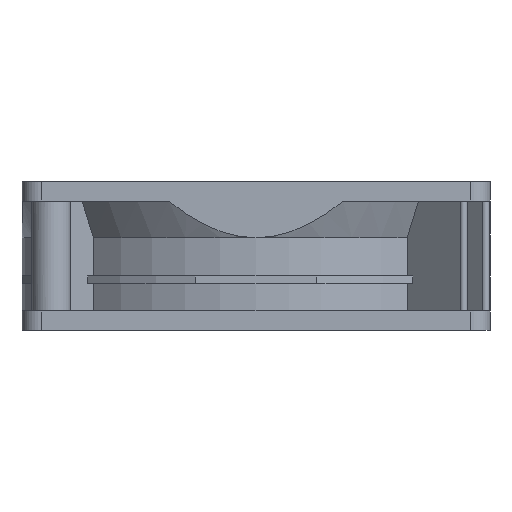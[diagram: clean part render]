
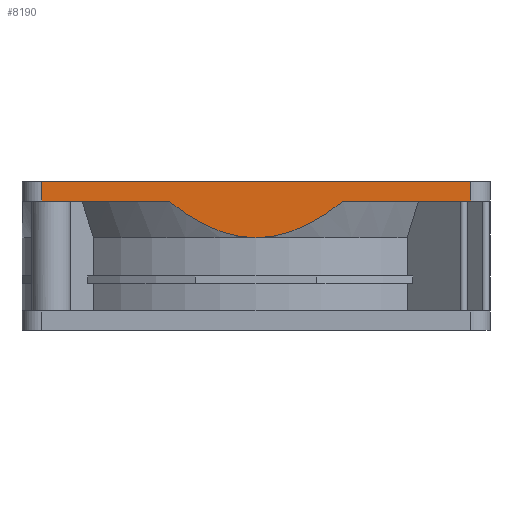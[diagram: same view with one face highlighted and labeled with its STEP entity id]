
A CAD part, front view. The second image highlights one B-rep face of the part: STEP entity #8190.
In plain terms, the highlighted planar face has unit normal (0, -1, 0).
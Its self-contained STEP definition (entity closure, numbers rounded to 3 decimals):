
#1023=DIRECTION('',(0.,0.,-1.));
#1024=VECTOR('',#1023,5.);
#1025=CARTESIAN_POINT('',(-55.,-60.,0.));
#1026=LINE('',#1025,#1024);
#1045=DIRECTION('',(1.,0.,0.));
#1046=VECTOR('',#1045,32.634);
#1047=CARTESIAN_POINT('',(-55.,-60.,-5.));
#1048=LINE('',#1047,#1046);
#1093=DIRECTION('',(1.,0.,0.));
#1094=VECTOR('',#1093,110.);
#1095=CARTESIAN_POINT('',(-55.,-60.,0.));
#1096=LINE('',#1095,#1094);
#1097=CARTESIAN_POINT('',(0.,-60.,-14.411));
#1098=CARTESIAN_POINT('',(-0.666,-60.,-14.411));
#1099=CARTESIAN_POINT('',(-2.003,-60.,-14.359));
#1100=CARTESIAN_POINT('',(-4.016,-60.,-14.124));
#1101=CARTESIAN_POINT('',(-6.058,-60.,-13.726));
#1102=CARTESIAN_POINT('',(-8.139,-60.,-13.156));
#1103=CARTESIAN_POINT('',(-10.273,-60.,-12.402));
#1104=CARTESIAN_POINT('',(-12.475,-60.,-11.447));
#1105=CARTESIAN_POINT('',(-14.764,-60.,-10.267));
#1106=CARTESIAN_POINT('',(-17.155,-60.,-8.835));
#1107=CARTESIAN_POINT('',(-19.671,-60.,-7.116));
#1108=CARTESIAN_POINT('',(-21.453,-60.,-5.744));
#1109=CARTESIAN_POINT('',(-22.366,-60.,-5.));
#1111=DIRECTION('',(0.,0.,1.));
#1112=VECTOR('',#1111,5.);
#1113=CARTESIAN_POINT('',(55.,-60.,-5.));
#1114=LINE('',#1113,#1112);
#1128=DIRECTION('',(1.,0.,0.));
#1129=VECTOR('',#1128,32.634);
#1130=CARTESIAN_POINT('',(22.366,-60.,-5.));
#1131=LINE('',#1130,#1129);
#5345=CARTESIAN_POINT('',(0.,-60.,-14.411));
#5346=CARTESIAN_POINT('',(0.666,-60.,-14.411));
#5347=CARTESIAN_POINT('',(2.002,-60.,-14.359));
#5348=CARTESIAN_POINT('',(4.015,-60.,-14.124));
#5349=CARTESIAN_POINT('',(6.057,-60.,-13.726));
#5350=CARTESIAN_POINT('',(8.138,-60.,-13.157));
#5351=CARTESIAN_POINT('',(10.273,-60.,-12.403));
#5352=CARTESIAN_POINT('',(12.475,-60.,-11.447));
#5353=CARTESIAN_POINT('',(14.763,-60.,-10.267));
#5354=CARTESIAN_POINT('',(17.155,-60.,-8.835));
#5355=CARTESIAN_POINT('',(19.671,-60.,-7.116));
#5356=CARTESIAN_POINT('',(21.453,-60.,-5.744));
#5357=CARTESIAN_POINT('',(22.366,-60.,-5.));
#6004=CARTESIAN_POINT('',(55.,-60.,0.));
#6005=VERTEX_POINT('',#6004);
#6006=CARTESIAN_POINT('',(-55.,-60.,0.));
#6007=VERTEX_POINT('',#6006);
#6445=CARTESIAN_POINT('',(-55.,-60.,-5.));
#6446=VERTEX_POINT('',#6445);
#6451=CARTESIAN_POINT('',(-22.366,-60.,-5.));
#6452=VERTEX_POINT('',#6451);
#6494=VERTEX_POINT('',#1097);
#6495=CARTESIAN_POINT('',(55.,-60.,-5.));
#6496=VERTEX_POINT('',#6495);
#6497=CARTESIAN_POINT('',(22.366,-60.,-5.));
#6498=VERTEX_POINT('',#6497);
#8173=CARTESIAN_POINT('',(-55.,-60.,-38.2));
#8174=DIRECTION('',(0.,1.,0.));
#8175=DIRECTION('',(1.,0.,0.));
#8176=AXIS2_PLACEMENT_3D('',#8173,#8174,#8175);
#8177=PLANE('',#8176);
#8178=ORIENTED_EDGE('',*,*,#7382,.T.);
#8180=ORIENTED_EDGE('',*,*,#8179,.F.);
#8182=ORIENTED_EDGE('',*,*,#8181,.F.);
#8184=ORIENTED_EDGE('',*,*,#8183,.F.);
#8185=ORIENTED_EDGE('',*,*,#8166,.T.);
#8186=ORIENTED_EDGE('',*,*,#8073,.F.);
#8187=ORIENTED_EDGE('',*,*,#8057,.F.);
#8188=EDGE_LOOP('',(#8178,#8180,#8182,#8184,#8185,#8186,#8187));
#8189=FACE_OUTER_BOUND('',#8188,.F.);
#8190=ADVANCED_FACE('',(#8189),#8177,.F.);
#1110=B_SPLINE_CURVE_WITH_KNOTS('',3,(#1097,#1098,#1099,#1100,#1101,#1102,#1103,
#1104,#1105,#1106,#1107,#1108,#1109),.UNSPECIFIED.,.F.,.F.,(4,1,1,1,1,1,1,1,1,1,
4),(0.,0.1,0.2,0.3,0.4,0.5,0.6,0.7,0.8,0.9,1.),
.UNSPECIFIED.);
#5358=B_SPLINE_CURVE_WITH_KNOTS('',3,(#5345,#5346,#5347,#5348,#5349,#5350,#5351,
#5352,#5353,#5354,#5355,#5356,#5357),.UNSPECIFIED.,.F.,.F.,(4,1,1,1,1,1,1,1,1,1,
4),(0.,0.1,0.2,0.3,0.4,0.5,0.6,0.7,0.8,0.9,1.),
.UNSPECIFIED.);
#7382=EDGE_CURVE('',#6007,#6005,#1096,.T.);
#8057=EDGE_CURVE('',#6007,#6446,#1026,.T.);
#8073=EDGE_CURVE('',#6446,#6452,#1048,.T.);
#8166=EDGE_CURVE('',#6494,#6452,#1110,.T.);
#8179=EDGE_CURVE('',#6496,#6005,#1114,.T.);
#8181=EDGE_CURVE('',#6498,#6496,#1131,.T.);
#8183=EDGE_CURVE('',#6494,#6498,#5358,.T.);
